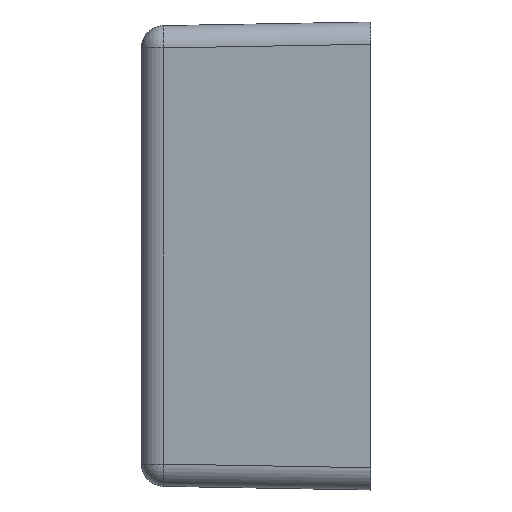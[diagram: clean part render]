
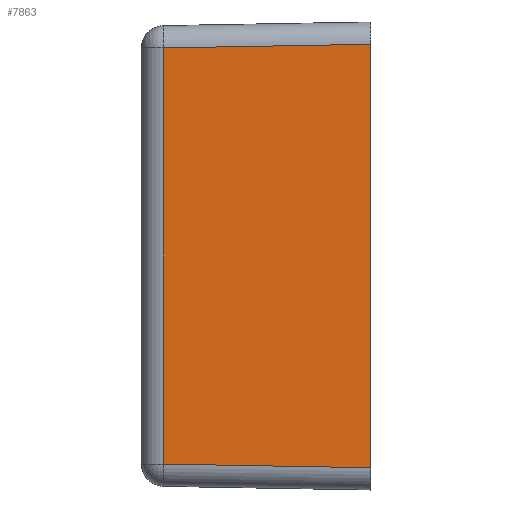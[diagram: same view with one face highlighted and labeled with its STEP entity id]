
A CAD part, left-side view. The second image highlights one B-rep face of the part: STEP entity #7863.
In plain terms, the highlighted planar face has unit normal (-1, 0.018, 0).
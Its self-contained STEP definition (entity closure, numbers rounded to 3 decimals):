
#22 = VERTEX_POINT ( 'NONE', #4651 ) ;
#499 = EDGE_CURVE ( 'NONE', #1837, #4141, #6009, .T. ) ;
#678 = LINE ( 'NONE', #5159, #9304 ) ;
#721 = EDGE_CURVE ( 'NONE', #10194, #4141, #8070, .T. ) ;
#1448 = CARTESIAN_POINT ( 'NONE',  ( -14.371, 0.023, 0. ) ) ;
#1837 = VERTEX_POINT ( 'NONE', #7316 ) ;
#1885 = AXIS2_PLACEMENT_3D ( 'NONE', #1448, #7005, #2091 ) ;
#1968 = EDGE_LOOP ( 'NONE', ( #6146, #3210, #6719, #6334 ) ) ;
#2091 = DIRECTION ( 'NONE',  ( -0.017, -1., 0. ) ) ;
#3195 = EDGE_CURVE ( 'NONE', #1837, #22, #678, .T. ) ;
#3210 = ORIENTED_EDGE ( 'NONE', *, *, #3195, .T. ) ;
#3350 = EDGE_CURVE ( 'NONE', #22, #10194, #4139, .T. ) ;
#4041 = CARTESIAN_POINT ( 'NONE',  ( -14.369, 0.147, -7.117 ) ) ;
#4139 = LINE ( 'NONE', #7228, #9798 ) ;
#4141 = VERTEX_POINT ( 'NONE', #6447 ) ;
#4362 = DIRECTION ( 'NONE',  ( 0., 0., -1. ) ) ;
#4528 = VECTOR ( 'NONE', #5526, 1000. ) ;
#4651 = CARTESIAN_POINT ( 'NONE',  ( -14.25, 6.969, 6.998 ) ) ;
#5159 = CARTESIAN_POINT ( 'NONE',  ( -14.237, 7.692, 6.985 ) ) ;
#5495 = FACE_OUTER_BOUND ( 'NONE', #1968, .T. ) ;
#5526 = DIRECTION ( 'NONE',  ( -0.017, -1., -0.017 ) ) ;
#5569 = DIRECTION ( 'NONE',  ( 0., 0., -1. ) ) ;
#5725 = VECTOR ( 'NONE', #4362, 1000. ) ;
#6009 = LINE ( 'NONE', #9242, #5725 ) ;
#6012 = DIRECTION ( 'NONE',  ( 0.017, 1., -0.017 ) ) ;
#6146 = ORIENTED_EDGE ( 'NONE', *, *, #499, .F. ) ;
#6334 = ORIENTED_EDGE ( 'NONE', *, *, #721, .T. ) ;
#6447 = CARTESIAN_POINT ( 'NONE',  ( -14.371, 0., -7.119 ) ) ;
#6719 = ORIENTED_EDGE ( 'NONE', *, *, #3350, .T. ) ;
#7005 = DIRECTION ( 'NONE',  ( -1., 0.017, 0. ) ) ;
#7228 = CARTESIAN_POINT ( 'NONE',  ( -14.25, 6.969, 0. ) ) ;
#7316 = CARTESIAN_POINT ( 'NONE',  ( -14.371, 0., 7.119 ) ) ;
#7335 = CARTESIAN_POINT ( 'NONE',  ( -14.25, 6.969, -6.998 ) ) ;
#7863 = ADVANCED_FACE ( 'NONE', ( #5495 ), #9539, .T. ) ;
#8070 = LINE ( 'NONE', #4041, #4528 ) ;
#9242 = CARTESIAN_POINT ( 'NONE',  ( -14.371, 0., 0. ) ) ;
#9304 = VECTOR ( 'NONE', #6012, 1000. ) ;
#9539 = PLANE ( 'NONE',  #1885 ) ;
#9798 = VECTOR ( 'NONE', #5569, 1000. ) ;
#10194 = VERTEX_POINT ( 'NONE', #7335 ) ;
